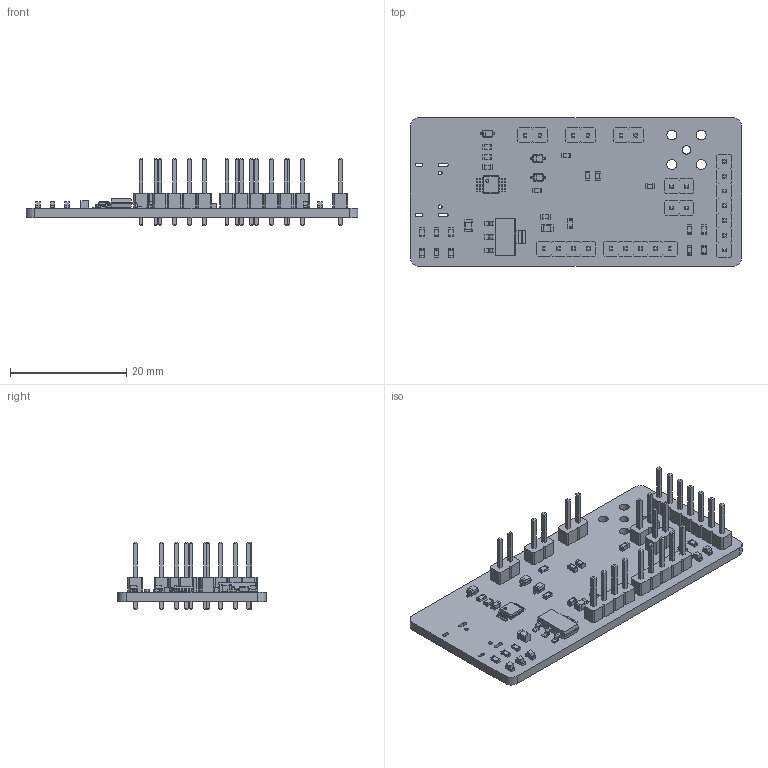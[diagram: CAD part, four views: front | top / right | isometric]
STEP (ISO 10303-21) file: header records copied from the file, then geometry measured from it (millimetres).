
FILE_DESCRIPTION(('KiCad electronic assembly'),'2;1');
FILE_NAME('stm8s-target-v1.step','2025-03-19T20:22:08',('Pcbnew'),( 'Kicad'),'Open CASCADE STEP processor 7.7','KiCad to STEP converter' ,'Unknown');
FILE_SCHEMA(('AUTOMOTIVE_DESIGN { 1 0 10303 214 1 1 1 1 }'));
Length unit declared in the file: millimetre
Products named in the file (24): stm8s-target-v1 1; C_0603_1608Metric; R_0603_1608Metric; C_0805_2012Metric; PinHeader_1x04_P2.54mm_Vertical; PinHeader_1x04_P254mm_Vertical; LED_0603_1608Metric; PinHeader_1x02_P2.54mm_Vertical; PinHeader_1x02_P254mm_Vertical; PinHeader_1x07_P2.54mm_Vertical; PinHeader_1x07_P254mm_Vertical; D_SOD-323; D_SOD_323; MSOP-10_3x3mm_P0.5mm; MSOP_10_3x3mm_P05mm; PinHeader_1x05_P2.54mm_Vertical; PinHeader_1x05_P254mm_Vertical; SOT-223; SOT_223; stm8s-target-v1_PCB
Assembly tree (47 placements, depth 3):
  stm8s-target-v1 1
    C_0603_1608Metric  x5
      C_0603_1608Metric
    R_0603_1608Metric  x10
      R_0603_1608Metric
    C_0805_2012Metric  x2
      C_0805_2012Metric
    PinHeader_1x04_P2.54mm_Vertical
      PinHeader_1x04_P254mm_Vertical
    LED_0603_1608Metric  x5
      LED_0603_1608Metric
    PinHeader_1x02_P2.54mm_Vertical  x5
      PinHeader_1x02_P254mm_Vertical
    PinHeader_1x07_P2.54mm_Vertical
      PinHeader_1x07_P254mm_Vertical
    D_SOD-323  x3
      D_SOD_323
    MSOP-10_3x3mm_P0.5mm
      MSOP_10_3x3mm_P05mm
    PinHeader_1x05_P2.54mm_Vertical
      PinHeader_1x05_P254mm_Vertical
    SOT-223
      SOT_223
    stm8s-target-v1_PCB
Bounding box: 57 x 25.5 x 11.54 mm (x, y, z)
Volume: 2850.7 mm3; surface area: 4960.6 mm2
Topology: 36 solids, 36 shells, 1886 faces, 4729 edges, 2990 vertices
Faces by surface type: plane 1428, cylinder 330, bspline 128
Full cylindrical faces by diameter (mm): 0.5 x1, 0.65 x2, 1 x26, 1.5 x1, 1.7 x4
Entity records: 35286 total; most frequent: CARTESIAN_POINT 5273, ORIENTED_EDGE 4850, DIRECTION 4529, EDGE_CURVE 2425, LINE 2045, VECTOR 2045, VERTEX_POINT 1522, AXIS2_PLACEMENT_3D 1242
